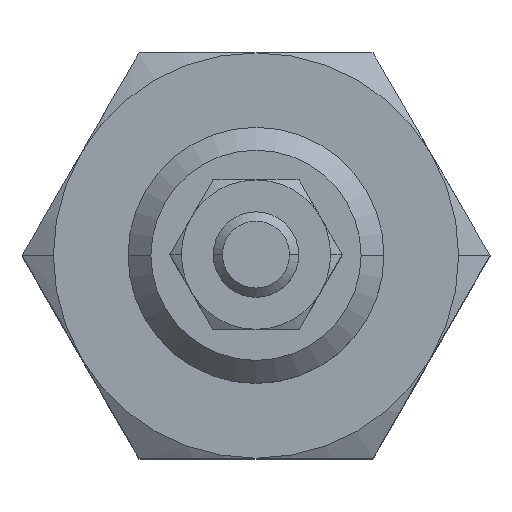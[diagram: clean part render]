
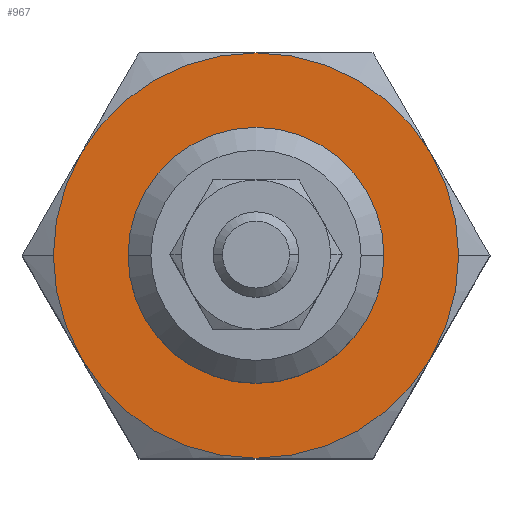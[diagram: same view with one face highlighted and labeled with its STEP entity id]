
A CAD part, top view. The second image highlights one B-rep face of the part: STEP entity #967.
In plain terms, the highlighted planar face has unit normal (0, 0, 1).
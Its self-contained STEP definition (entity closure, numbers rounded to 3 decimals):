
#817=EDGE_CURVE('',#1913,#1111,#2192,.T.);
#865=VERTEX_POINT('',#2246);
#911=EDGE_CURVE('',#977,#1389,#2295,.T.);
#967=ADVANCED_FACE('',(#2358,#2359),#2360,.T.);
#977=VERTEX_POINT('',#2372);
#1111=VERTEX_POINT('',#2527);
#1223=EDGE_CURVE('',#1389,#1653,#2656,.T.);
#1275=EDGE_CURVE('',#865,#977,#2713,.T.);
#1283=EDGE_CURVE('',#1787,#1397,#2721,.T.);
#1389=VERTEX_POINT('',#2843);
#1397=VERTEX_POINT('',#2853);
#1439=EDGE_CURVE('',#1111,#1787,#2900,.T.);
#1561=EDGE_CURVE('',#1653,#1913,#3030,.T.);
#1563=EDGE_CURVE('',#1889,#1935,#3032,.T.);
#1619=EDGE_CURVE('',#1397,#865,#3095,.T.);
#1653=VERTEX_POINT('',#3130);
#1765=EDGE_CURVE('',#1935,#1889,#3256,.T.);
#1787=VERTEX_POINT('',#3282);
#1889=VERTEX_POINT('',#3393);
#1913=VERTEX_POINT('',#3421);
#1935=VERTEX_POINT('',#3445);
#2192=CIRCLE('',#3771,9.5);
#2246=CARTESIAN_POINT('',(9.5,0.,41.5));
#2295=CIRCLE('',#3977,9.5);
#2358=FACE_OUTER_BOUND('',#4097,.T.);
#2359=FACE_BOUND('',#4098,.T.);
#2360=PLANE('',#4099);
#2372=CARTESIAN_POINT('',(8.227,-4.75,41.5));
#2527=CARTESIAN_POINT('',(-8.227,4.75,41.5));
#2656=CIRCLE('',#4590,9.5);
#2713=CIRCLE('',#4689,9.5);
#2721=CIRCLE('',#4700,9.5);
#2843=CARTESIAN_POINT('',(0.,-9.5,41.5));
#2853=CARTESIAN_POINT('',(8.227,4.75,41.5));
#2900=CIRCLE('',#5034,9.5);
#3030=CIRCLE('',#5300,9.5);
#3032=CIRCLE('',#5303,6.);
#3095=CIRCLE('',#5438,9.5);
#3130=CARTESIAN_POINT('',(-8.227,-4.75,41.5));
#3256=CIRCLE('',#5759,6.);
#3282=CARTESIAN_POINT('',(0.,9.5,41.5));
#3393=CARTESIAN_POINT('',(0.,-6.,41.5));
#3421=CARTESIAN_POINT('',(-9.5,0.,41.5));
#3445=CARTESIAN_POINT('',(0.,6.,41.5));
#3771=AXIS2_PLACEMENT_3D('',#6521,#6522,#6523);
#3977=AXIS2_PLACEMENT_3D('',#6622,#6623,#6624);
#4097=EDGE_LOOP('',(#6696,#6697,#6698,#6699,#6700,#6701,#6702,#6703));
#4098=EDGE_LOOP('',(#6704,#6705));
#4099=AXIS2_PLACEMENT_3D('',#6706,#6707,#6708);
#4590=AXIS2_PLACEMENT_3D('',#7103,#7104,#7105);
#4689=AXIS2_PLACEMENT_3D('',#7160,#7161,#7162);
#4700=AXIS2_PLACEMENT_3D('',#7164,#7165,#7166);
#5034=AXIS2_PLACEMENT_3D('',#7396,#7397,#7398);
#5300=AXIS2_PLACEMENT_3D('',#7513,#7514,#7515);
#5303=AXIS2_PLACEMENT_3D('',#7516,#7517,#7518);
#5438=AXIS2_PLACEMENT_3D('',#7588,#7589,#7590);
#5759=AXIS2_PLACEMENT_3D('',#7756,#7757,#7758);
#6521=CARTESIAN_POINT('',(0.,0.,41.5));
#6522=DIRECTION('',(-0.0,0.0,-1.0));
#6523=DIRECTION('',(-1.0,0.,0.0));
#6622=CARTESIAN_POINT('',(0.,0.,41.5));
#6623=DIRECTION('',(-0.0,0.0,-1.0));
#6624=DIRECTION('',(-1.0,0.,0.0));
#6696=ORIENTED_EDGE('',*,*,#1561,.F.);
#6697=ORIENTED_EDGE('',*,*,#1223,.F.);
#6698=ORIENTED_EDGE('',*,*,#911,.F.);
#6699=ORIENTED_EDGE('',*,*,#1275,.F.);
#6700=ORIENTED_EDGE('',*,*,#1619,.F.);
#6701=ORIENTED_EDGE('',*,*,#1283,.F.);
#6702=ORIENTED_EDGE('',*,*,#1439,.F.);
#6703=ORIENTED_EDGE('',*,*,#817,.F.);
#6704=ORIENTED_EDGE('',*,*,#1563,.T.);
#6705=ORIENTED_EDGE('',*,*,#1765,.T.);
#6706=CARTESIAN_POINT('',(-7.213,0.,41.5));
#6707=DIRECTION('',(0.0,0.0,1.0));
#6708=DIRECTION('',(-1.0,0.,0.0));
#7103=CARTESIAN_POINT('',(0.,0.,41.5));
#7104=DIRECTION('',(-0.0,0.0,-1.0));
#7105=DIRECTION('',(-1.0,0.,0.0));
#7160=CARTESIAN_POINT('',(0.,0.,41.5));
#7161=DIRECTION('',(-0.0,0.0,-1.0));
#7162=DIRECTION('',(-1.0,0.,0.0));
#7164=CARTESIAN_POINT('',(0.,0.,41.5));
#7165=DIRECTION('',(-0.0,0.0,-1.0));
#7166=DIRECTION('',(-1.0,0.,0.0));
#7396=CARTESIAN_POINT('',(0.,0.,41.5));
#7397=DIRECTION('',(-0.0,0.0,-1.0));
#7398=DIRECTION('',(-1.0,0.,0.0));
#7513=CARTESIAN_POINT('',(0.,0.,41.5));
#7514=DIRECTION('',(-0.0,0.0,-1.0));
#7515=DIRECTION('',(-1.0,0.,0.0));
#7516=CARTESIAN_POINT('',(0.0,0.,41.5));
#7517=DIRECTION('',(0.0,0.0,-1.0));
#7518=DIRECTION('',(0.,-1.0,0.0));
#7588=CARTESIAN_POINT('',(0.,0.,41.5));
#7589=DIRECTION('',(-0.0,0.0,-1.0));
#7590=DIRECTION('',(-1.0,0.,0.0));
#7756=CARTESIAN_POINT('',(0.0,0.,41.5));
#7757=DIRECTION('',(0.0,0.0,-1.0));
#7758=DIRECTION('',(0.,-1.0,0.0));
